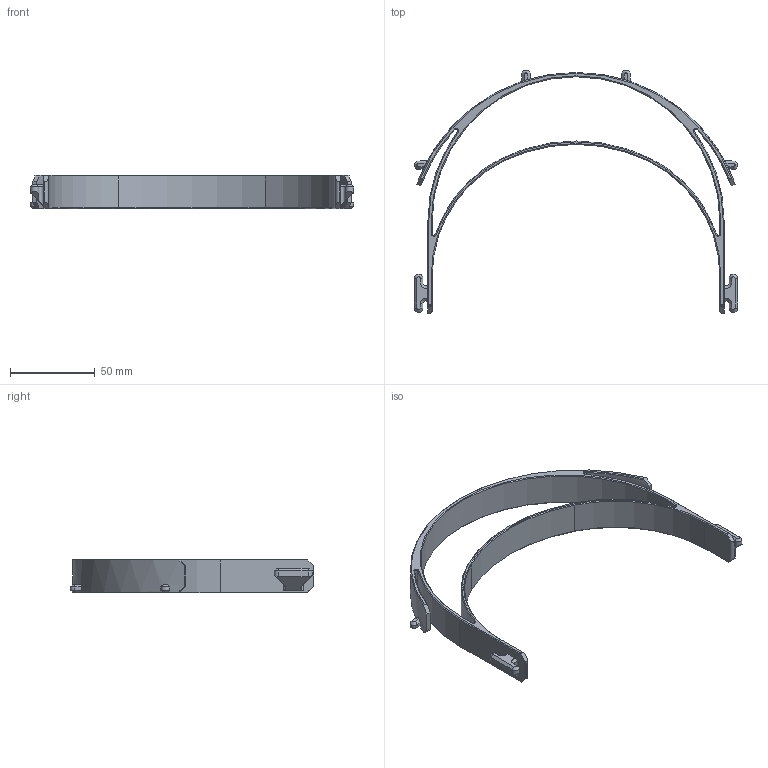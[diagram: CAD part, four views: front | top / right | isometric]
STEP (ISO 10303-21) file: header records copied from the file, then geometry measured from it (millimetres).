
FILE_DESCRIPTION((''),'2;1');
FILE_NAME('HEADBAND_PRINT','2020-03-26T14:45:04',('spb'),(''),'CREO PARAMETRIC BY PTC INC, 2018100','CREO PARAMETRIC BY PTC INC, 2018100','');
FILE_SCHEMA(('CONFIG_CONTROL_DESIGN'));
Length unit declared in the file: millimetre
Products named in the file (1): HEADBAND_PRINT
Bounding box: 191.02 x 143.77 x 20 mm (x, y, z)
Volume: 39594.9 mm3; surface area: 31228.5 mm2
Topology: 1 solids, 1 shells, 163 faces, 421 edges, 264 vertices
Faces by surface type: plane 84, cone 49, cylinder 30
Entity records: 5120 total; most frequent: CARTESIAN_POINT 1166, ORIENTED_EDGE 842, DIRECTION 784, EDGE_CURVE 421, AXIS2_PLACEMENT_3D 272, VERTEX_POINT 264, VECTOR 240, LINE 240
